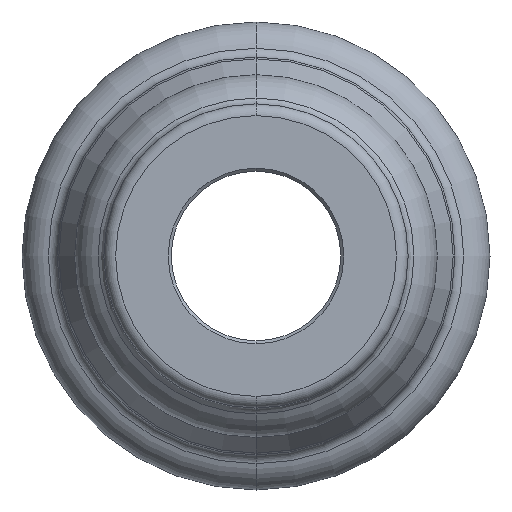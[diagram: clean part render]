
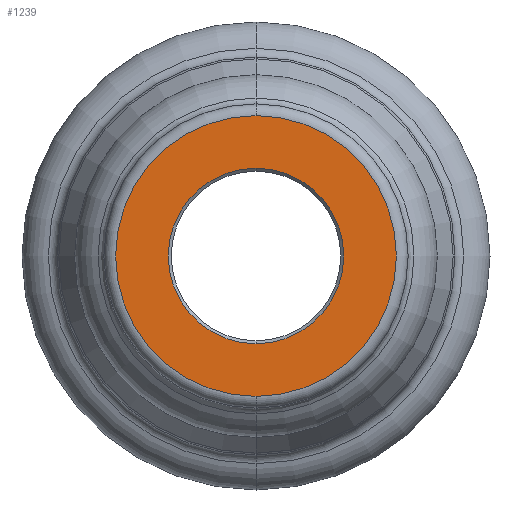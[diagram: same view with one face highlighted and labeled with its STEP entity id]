
A CAD part, front view. The second image highlights one B-rep face of the part: STEP entity #1239.
In plain terms, the highlighted planar face has unit normal (0, -1, 0).
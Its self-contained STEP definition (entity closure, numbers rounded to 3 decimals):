
#15 = CIRCLE ( 'NONE', #1173, 7.5 ) ;
#69 = AXIS2_PLACEMENT_3D ( 'NONE', #587, #1288, #718 ) ;
#72 = FACE_BOUND ( 'NONE', #1222, .T. ) ;
#178 = CARTESIAN_POINT ( 'NONE',  ( 0., -33.5, 0. ) ) ;
#302 = ORIENTED_EDGE ( 'NONE', *, *, #422, .T. ) ;
#310 = DIRECTION ( 'NONE',  ( 0., 0., -1. ) ) ;
#344 = ORIENTED_EDGE ( 'NONE', *, *, #1375, .T. ) ;
#408 = CIRCLE ( 'NONE', #1262, 7.5 ) ;
#422 = EDGE_CURVE ( 'NONE', #1129, #527, #1199, .T. ) ;
#455 = VERTEX_POINT ( 'NONE', #1000 ) ;
#461 = CIRCLE ( 'NONE', #789, 12. ) ;
#477 = CARTESIAN_POINT ( 'NONE',  ( 0., -33.5, 0. ) ) ;
#527 = VERTEX_POINT ( 'NONE', #838 ) ;
#554 = CARTESIAN_POINT ( 'NONE',  ( 0., -33.5, -12. ) ) ;
#587 = CARTESIAN_POINT ( 'NONE',  ( 0., -33.5, 0. ) ) ;
#591 = DIRECTION ( 'NONE',  ( 0., 0., -1. ) ) ;
#700 = CARTESIAN_POINT ( 'NONE',  ( 0., -33.5, 0. ) ) ;
#718 = DIRECTION ( 'NONE',  ( 0., 0., -1. ) ) ;
#789 = AXIS2_PLACEMENT_3D ( 'NONE', #700, #1353, #811 ) ;
#811 = DIRECTION ( 'NONE',  ( 0., 0., -1. ) ) ;
#815 = ORIENTED_EDGE ( 'NONE', *, *, #1102, .T. ) ;
#838 = CARTESIAN_POINT ( 'NONE',  ( 0., -33.5, 12. ) ) ;
#909 = EDGE_LOOP ( 'NONE', ( #302, #344 ) ) ;
#983 = FACE_OUTER_BOUND ( 'NONE', #909, .T. ) ;
#996 = DIRECTION ( 'NONE',  ( 0., 1., 0. ) ) ;
#1000 = CARTESIAN_POINT ( 'NONE',  ( 0., -33.5, -7.5 ) ) ;
#1002 = DIRECTION ( 'NONE',  ( 0., 0., -1. ) ) ;
#1011 = DIRECTION ( 'NONE',  ( 0., -1., 0. ) ) ;
#1013 = CARTESIAN_POINT ( 'NONE',  ( 0., -33.5, 0. ) ) ;
#1102 = EDGE_CURVE ( 'NONE', #1130, #455, #15, .T. ) ;
#1129 = VERTEX_POINT ( 'NONE', #554 ) ;
#1130 = VERTEX_POINT ( 'NONE', #1259 ) ;
#1173 = AXIS2_PLACEMENT_3D ( 'NONE', #178, #996, #310 ) ;
#1199 = CIRCLE ( 'NONE', #1236, 12. ) ;
#1205 = DIRECTION ( 'NONE',  ( 0., 1., 0. ) ) ;
#1222 = EDGE_LOOP ( 'NONE', ( #1308, #815 ) ) ;
#1236 = AXIS2_PLACEMENT_3D ( 'NONE', #1013, #1011, #1002 ) ;
#1238 = EDGE_CURVE ( 'NONE', #455, #1130, #408, .T. ) ;
#1239 = ADVANCED_FACE ( 'NONE', ( #72, #983 ), #1362, .T. ) ;
#1259 = CARTESIAN_POINT ( 'NONE',  ( 0., -33.5, 7.5 ) ) ;
#1262 = AXIS2_PLACEMENT_3D ( 'NONE', #477, #1205, #591 ) ;
#1288 = DIRECTION ( 'NONE',  ( 0., -1., 0. ) ) ;
#1308 = ORIENTED_EDGE ( 'NONE', *, *, #1238, .T. ) ;
#1353 = DIRECTION ( 'NONE',  ( 0., -1., 0. ) ) ;
#1362 = PLANE ( 'NONE',  #69 ) ;
#1375 = EDGE_CURVE ( 'NONE', #527, #1129, #461, .T. ) ;
